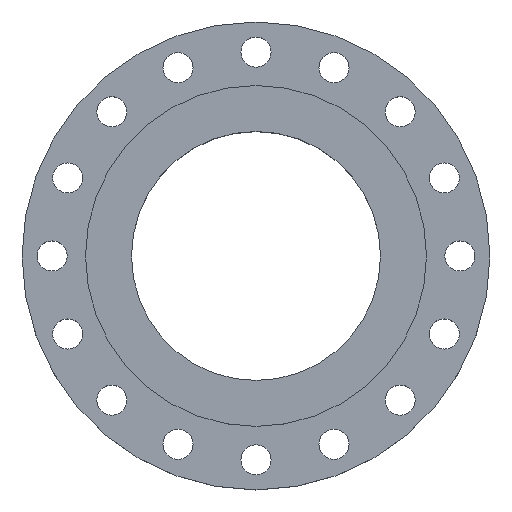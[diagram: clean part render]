
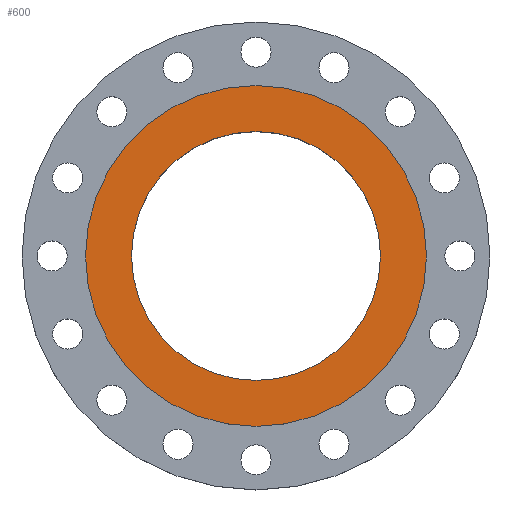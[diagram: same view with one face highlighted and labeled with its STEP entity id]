
A CAD part, top view. The second image highlights one B-rep face of the part: STEP entity #600.
In plain terms, the highlighted planar face has unit normal (0, 0, 1).
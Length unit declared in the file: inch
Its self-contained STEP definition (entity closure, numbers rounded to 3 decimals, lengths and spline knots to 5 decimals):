
#84 = ORIENTED_EDGE ( 'NONE', *, *, #1277, .T. ) ;
#86 = EDGE_LOOP ( 'NONE', ( #84, #695 ) ) ;
#208 = AXIS2_PLACEMENT_3D ( 'NONE', #537, #963, #279 ) ;
#247 = AXIS2_PLACEMENT_3D ( 'NONE', #686, #552, #1609 ) ;
#279 = DIRECTION ( 'NONE',  ( 1., 0., 0. ) ) ;
#289 = DIRECTION ( 'NONE',  ( 0., 0., 1. ) ) ;
#358 = EDGE_CURVE ( 'NONE', #732, #902, #1451, .T. ) ;
#399 = CARTESIAN_POINT ( 'NONE',  ( 4.656, 0., 0. ) ) ;
#415 = VERTEX_POINT ( 'NONE', #678 ) ;
#431 = EDGE_CURVE ( 'NONE', #1041, #415, #712, .T. ) ;
#537 = CARTESIAN_POINT ( 'NONE',  ( 0., 0., 0. ) ) ;
#552 = DIRECTION ( 'NONE',  ( 0., 0., 1. ) ) ;
#579 = CARTESIAN_POINT ( 'NONE',  ( -4.656, 0., 0. ) ) ;
#600 = ADVANCED_FACE ( 'NONE', ( #734, #1493 ), #845, .F. ) ;
#659 = CARTESIAN_POINT ( 'NONE',  ( -6.375, 0., 0. ) ) ;
#678 = CARTESIAN_POINT ( 'NONE',  ( 6.375, 0., 0. ) ) ;
#686 = CARTESIAN_POINT ( 'NONE',  ( 0., 0., 0. ) ) ;
#695 = ORIENTED_EDGE ( 'NONE', *, *, #431, .T. ) ;
#709 = AXIS2_PLACEMENT_3D ( 'NONE', #760, #907, #1423 ) ;
#712 = CIRCLE ( 'NONE', #208, 6.375 ) ;
#719 = DIRECTION ( 'NONE',  ( -1., 0., 0. ) ) ;
#732 = VERTEX_POINT ( 'NONE', #399 ) ;
#734 = FACE_BOUND ( 'NONE', #1103, .T. ) ;
#760 = CARTESIAN_POINT ( 'NONE',  ( 0., 0., 0. ) ) ;
#845 = PLANE ( 'NONE',  #1534 ) ;
#902 = VERTEX_POINT ( 'NONE', #579 ) ;
#907 = DIRECTION ( 'NONE',  ( 0., 0., 1. ) ) ;
#919 = CIRCLE ( 'NONE', #1480, 4.656 ) ;
#963 = DIRECTION ( 'NONE',  ( 0., 0., 1. ) ) ;
#1023 = CIRCLE ( 'NONE', #247, 6.375 ) ;
#1041 = VERTEX_POINT ( 'NONE', #659 ) ;
#1057 = ORIENTED_EDGE ( 'NONE', *, *, #358, .F. ) ;
#1103 = EDGE_LOOP ( 'NONE', ( #1057, #1254 ) ) ;
#1230 = EDGE_CURVE ( 'NONE', #902, #732, #919, .T. ) ;
#1241 = DIRECTION ( 'NONE',  ( 1., 0., 0. ) ) ;
#1254 = ORIENTED_EDGE ( 'NONE', *, *, #1230, .F. ) ;
#1277 = EDGE_CURVE ( 'NONE', #415, #1041, #1023, .T. ) ;
#1364 = DIRECTION ( 'NONE',  ( 0., 0., -1. ) ) ;
#1382 = CARTESIAN_POINT ( 'NONE',  ( 0., 4.656, 0. ) ) ;
#1423 = DIRECTION ( 'NONE',  ( 1., 0., 0. ) ) ;
#1451 = CIRCLE ( 'NONE', #709, 4.656 ) ;
#1480 = AXIS2_PLACEMENT_3D ( 'NONE', #1492, #289, #1241 ) ;
#1492 = CARTESIAN_POINT ( 'NONE',  ( 0., 0., 0. ) ) ;
#1493 = FACE_OUTER_BOUND ( 'NONE', #86, .T. ) ;
#1534 = AXIS2_PLACEMENT_3D ( 'NONE', #1382, #1364, #719 ) ;
#1609 = DIRECTION ( 'NONE',  ( 1., 0., 0. ) ) ;
